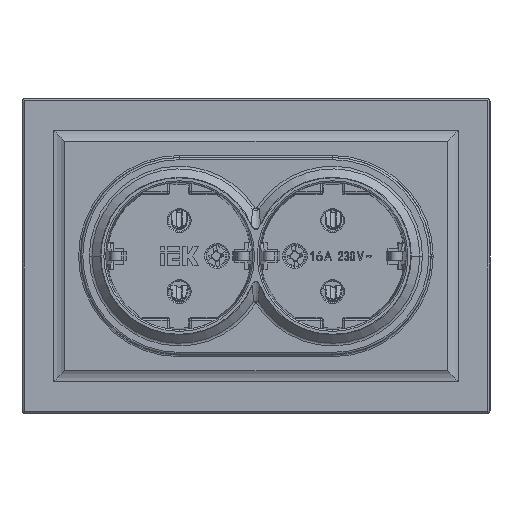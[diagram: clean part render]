
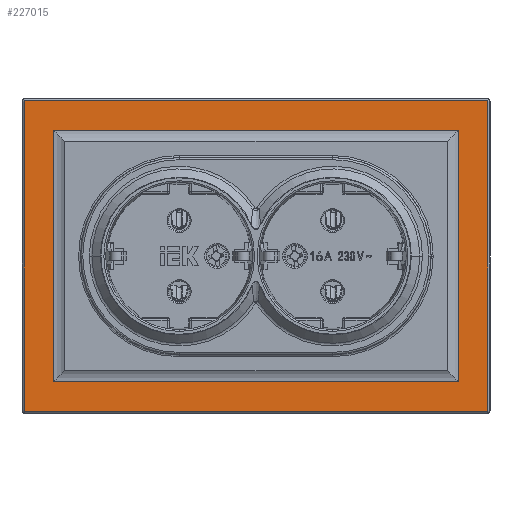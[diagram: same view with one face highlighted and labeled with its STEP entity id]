
A CAD part, top view. The second image highlights one B-rep face of the part: STEP entity #227015.
In plain terms, the highlighted planar face has unit normal (0, 0, 1).
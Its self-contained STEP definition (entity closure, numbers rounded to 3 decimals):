
#2012 = LINE ( 'NONE', #198539, #133367 ) ;
#2901 = CARTESIAN_POINT ( 'NONE',  ( -0.273, 82.675, 0. ) ) ;
#3314 = FACE_BOUND ( 'NONE', #213366, .T. ) ;
#4565 = CARTESIAN_POINT ( 'NONE',  ( 0., 82.948, 0. ) ) ;
#9770 = EDGE_CURVE ( 'NONE', #202201, #75910, #139974, .T. ) ;
#10378 = DIRECTION ( 'NONE',  ( 0., 1., 0. ) ) ;
#13147 = CARTESIAN_POINT ( 'NONE',  ( -0.273, 0.202, 0. ) ) ;
#19130 = CARTESIAN_POINT ( 'NONE',  ( 115.844, 71.117, 0. ) ) ;
#19585 = CARTESIAN_POINT ( 'NONE',  ( 0., 0., 0. ) ) ;
#21383 = DIRECTION ( 'NONE',  ( 0., 1., 0. ) ) ;
#24531 = VECTOR ( 'NONE', #21383, 1000. ) ;
#25608 = CARTESIAN_POINT ( 'NONE',  ( -0.273, 0.273, 0. ) ) ;
#26959 = CARTESIAN_POINT ( 'NONE',  ( 0., 0., 0. ) ) ;
#28518 = ORIENTED_EDGE ( 'NONE', *, *, #31453, .F. ) ;
#29781 = CARTESIAN_POINT ( 'NONE',  ( 123.675, 82.675, 0. ) ) ;
#31453 = EDGE_CURVE ( 'NONE', #202201, #89940, #174384, .T. ) ;
#31895 = CARTESIAN_POINT ( 'NONE',  ( 123.646, 0.13, 0. ) ) ;
#35527 = ORIENTED_EDGE ( 'NONE', *, *, #210211, .F. ) ;
#37581 = DIRECTION ( 'NONE',  ( -1., 0., 0. ) ) ;
#40849 = ORIENTED_EDGE ( 'NONE', *, *, #116797, .F. ) ;
#42994 = CARTESIAN_POINT ( 'NONE',  ( 0., 82.948, 0. ) ) ;
#45778 = CARTESIAN_POINT ( 'NONE',  ( -0.273, 41.474, 0. ) ) ;
#46820 = ORIENTED_EDGE ( 'NONE', *, *, #203077, .T. ) ;
#47137 = CARTESIAN_POINT ( 'NONE',  ( 7.558, 71.117, 0. ) ) ;
#50865 = B_SPLINE_CURVE_WITH_KNOTS ( 'NONE', 3,
 ( #221274, #13147, #61461, #78735, #148838, #26959 ),
 .UNSPECIFIED., .F., .F.,
 ( 4, 2, 4 ),
 ( 0., 0.5, 1. ),
 .UNSPECIFIED. ) ;
#51651 = ORIENTED_EDGE ( 'NONE', *, *, #172220, .T. ) ;
#51668 = PLANE ( 'NONE',  #223250 ) ;
#52542 = CARTESIAN_POINT ( 'NONE',  ( 123.675, 0.273, 0. ) ) ;
#52634 = VECTOR ( 'NONE', #37581, 1000. ) ;
#52767 = VERTEX_POINT ( 'NONE', #217353 ) ;
#53439 = ORIENTED_EDGE ( 'NONE', *, *, #59523, .T. ) ;
#57430 = CARTESIAN_POINT ( 'NONE',  ( -0.134, 82.921, 0. ) ) ;
#58175 = CARTESIAN_POINT ( 'NONE',  ( 82.201, 0., 0. ) ) ;
#59523 = EDGE_CURVE ( 'NONE', #145492, #140729, #129445, .T. ) ;
#61461 = CARTESIAN_POINT ( 'NONE',  ( -0.246, 0.139, 0. ) ) ;
#63142 = VECTOR ( 'NONE', #184362, 1000. ) ;
#70858 = CARTESIAN_POINT ( 'NONE',  ( -0.245, 82.811, 0. ) ) ;
#72322 = FACE_OUTER_BOUND ( 'NONE', #226980, .T. ) ;
#74697 = CARTESIAN_POINT ( 'NONE',  ( -0.07, 82.948, 0. ) ) ;
#75910 = VERTEX_POINT ( 'NONE', #188477 ) ;
#76459 = CARTESIAN_POINT ( 'NONE',  ( 82.201, 82.948, 0. ) ) ;
#78735 = CARTESIAN_POINT ( 'NONE',  ( -0.136, 0.027, 0. ) ) ;
#80217 = CARTESIAN_POINT ( 'NONE',  ( 123.675, 0.273, 0. ) ) ;
#86441 = VECTOR ( 'NONE', #93830, 1000. ) ;
#86984 = CARTESIAN_POINT ( 'NONE',  ( -0.273, 82.747, 0. ) ) ;
#88040 = ORIENTED_EDGE ( 'NONE', *, *, #158625, .T. ) ;
#89940 = VERTEX_POINT ( 'NONE', #157211 ) ;
#93523 = ORIENTED_EDGE ( 'NONE', *, *, #138826, .T. ) ;
#93830 = DIRECTION ( 'NONE',  ( 1., 0., 0. ) ) ;
#94609 = CARTESIAN_POINT ( 'NONE',  ( 123.402, 82.948, 0. ) ) ;
#97783 = ORIENTED_EDGE ( 'NONE', *, *, #99276, .F. ) ;
#98037 = CARTESIAN_POINT ( 'NONE',  ( 115.844, 7.831, 0. ) ) ;
#99276 = EDGE_CURVE ( 'NONE', #52767, #135587, #207286, .T. ) ;
#102192 = CARTESIAN_POINT ( 'NONE',  ( 123.675, 82.746, 0. ) ) ;
#104354 = CARTESIAN_POINT ( 'NONE',  ( 111.843, 7.831, 0. ) ) ;
#115361 = CARTESIAN_POINT ( 'NONE',  ( 123.675, 41.474, 0. ) ) ;
#115914 = LINE ( 'NONE', #45778, #154244 ) ;
#116797 = EDGE_CURVE ( 'NONE', #187628, #52767, #186123, .T. ) ;
#117058 = B_SPLINE_CURVE_WITH_KNOTS ( 'NONE', 3,
 ( #52542, #225089, #31895, #154938, #173308, #205560 ),
 .UNSPECIFIED., .F., .F.,
 ( 4, 2, 4 ),
 ( 0., 0.5, 1. ),
 .UNSPECIFIED. ) ;
#121673 = CARTESIAN_POINT ( 'NONE',  ( 123.544, 82.918, 0. ) ) ;
#121795 = CARTESIAN_POINT ( 'NONE',  ( 82.201, 41.474, 0. ) ) ;
#123126 = EDGE_CURVE ( 'NONE', #187628, #170264, #128175, .T. ) ;
#123833 = EDGE_CURVE ( 'NONE', #201828, #145492, #50865, .T. ) ;
#124033 = DIRECTION ( 'NONE',  ( 1., 0., 0. ) ) ;
#128175 = LINE ( 'NONE', #76459, #186541 ) ;
#129445 = LINE ( 'NONE', #58175, #86441 ) ;
#133367 = VECTOR ( 'NONE', #142248, 1000. ) ;
#135587 = VERTEX_POINT ( 'NONE', #80217 ) ;
#138826 = EDGE_CURVE ( 'NONE', #170264, #184303, #169686, .T. ) ;
#139974 = LINE ( 'NONE', #104354, #52634 ) ;
#140685 = ORIENTED_EDGE ( 'NONE', *, *, #123833, .T. ) ;
#140729 = VERTEX_POINT ( 'NONE', #144949 ) ;
#142248 = DIRECTION ( 'NONE',  ( 1., 0., 0. ) ) ;
#144949 = CARTESIAN_POINT ( 'NONE',  ( 123.402, 0., 0. ) ) ;
#145492 = VERTEX_POINT ( 'NONE', #19585 ) ;
#148126 = CARTESIAN_POINT ( 'NONE',  ( 7.558, 75.117, 0. ) ) ;
#148838 = CARTESIAN_POINT ( 'NONE',  ( -0.072, 0., 0. ) ) ;
#152025 = VECTOR ( 'NONE', #10378, 1000. ) ;
#153827 = DIRECTION ( 'NONE',  ( 0., -1., 0. ) ) ;
#154244 = VECTOR ( 'NONE', #153827, 1000. ) ;
#154938 = CARTESIAN_POINT ( 'NONE',  ( 123.544, 0.029, 0. ) ) ;
#157211 = CARTESIAN_POINT ( 'NONE',  ( 115.844, 75.117, 0. ) ) ;
#158240 = VERTEX_POINT ( 'NONE', #148126 ) ;
#158625 = EDGE_CURVE ( 'NONE', #184303, #201828, #115914, .T. ) ;
#160415 = DIRECTION ( 'NONE',  ( -1., 0., 0. ) ) ;
#169686 = B_SPLINE_CURVE_WITH_KNOTS ( 'NONE', 3,
 ( #4565, #74697, #57430, #70858, #86984, #176595 ),
 .UNSPECIFIED., .F., .F.,
 ( 4, 2, 4 ),
 ( 0., 0.5, 1. ),
 .UNSPECIFIED. ) ;
#170264 = VERTEX_POINT ( 'NONE', #42994 ) ;
#172220 = EDGE_CURVE ( 'NONE', #158240, #89940, #2012, .T. ) ;
#173308 = CARTESIAN_POINT ( 'NONE',  ( 123.474, 0., 0. ) ) ;
#174384 = LINE ( 'NONE', #19130, #24531 ) ;
#176595 = CARTESIAN_POINT ( 'NONE',  ( -0.273, 82.675, 0. ) ) ;
#184303 = VERTEX_POINT ( 'NONE', #2901 ) ;
#184362 = DIRECTION ( 'NONE',  ( 0., -1., 0. ) ) ;
#186123 = B_SPLINE_CURVE_WITH_KNOTS ( 'NONE', 3,
 ( #209081, #187315, #121673, #191827, #102192, #29781 ),
 .UNSPECIFIED., .F., .F.,
 ( 4, 2, 4 ),
 ( 0., 0.5, 1. ),
 .UNSPECIFIED. ) ;
#186541 = VECTOR ( 'NONE', #160415, 1000. ) ;
#187315 = CARTESIAN_POINT ( 'NONE',  ( 123.474, 82.948, 0. ) ) ;
#187628 = VERTEX_POINT ( 'NONE', #94609 ) ;
#188477 = CARTESIAN_POINT ( 'NONE',  ( 7.558, 7.831, 0. ) ) ;
#191827 = CARTESIAN_POINT ( 'NONE',  ( 123.646, 82.817, 0. ) ) ;
#194202 = DIRECTION ( 'NONE',  ( 0., 0., 1. ) ) ;
#198539 = CARTESIAN_POINT ( 'NONE',  ( 52.558, 75.117, 0. ) ) ;
#200371 = ORIENTED_EDGE ( 'NONE', *, *, #123126, .T. ) ;
#201828 = VERTEX_POINT ( 'NONE', #25608 ) ;
#202201 = VERTEX_POINT ( 'NONE', #98037 ) ;
#202388 = LINE ( 'NONE', #47137, #152025 ) ;
#203077 = EDGE_CURVE ( 'NONE', #75910, #158240, #202388, .T. ) ;
#205560 = CARTESIAN_POINT ( 'NONE',  ( 123.402, 0., 0. ) ) ;
#207286 = LINE ( 'NONE', #115361, #63142 ) ;
#209081 = CARTESIAN_POINT ( 'NONE',  ( 123.402, 82.948, 0. ) ) ;
#210211 = EDGE_CURVE ( 'NONE', #135587, #140729, #117058, .T. ) ;
#211944 = ORIENTED_EDGE ( 'NONE', *, *, #9770, .T. ) ;
#213366 = EDGE_LOOP ( 'NONE', ( #46820, #51651, #28518, #211944 ) ) ;
#217353 = CARTESIAN_POINT ( 'NONE',  ( 123.675, 82.675, 0. ) ) ;
#221274 = CARTESIAN_POINT ( 'NONE',  ( -0.273, 0.273, 0. ) ) ;
#223250 = AXIS2_PLACEMENT_3D ( 'NONE', #121795, #194202, #124033 ) ;
#225089 = CARTESIAN_POINT ( 'NONE',  ( 123.675, 0.201, 0. ) ) ;
#226980 = EDGE_LOOP ( 'NONE', ( #53439, #35527, #97783, #40849, #200371, #93523, #88040, #140685 ) ) ;
#227015 = ADVANCED_FACE ( 'NONE', ( #3314, #72322 ), #51668, .T. ) ;
